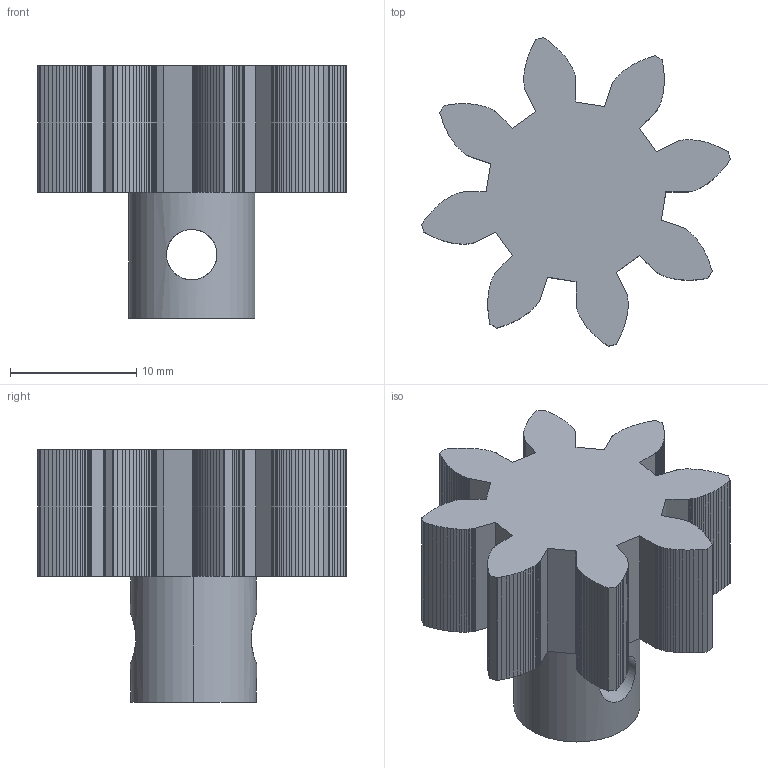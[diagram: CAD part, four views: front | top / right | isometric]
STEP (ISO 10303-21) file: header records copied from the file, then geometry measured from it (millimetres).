
FILE_DESCRIPTION(/* description */ (''),/* implementation_level */ '2;1');
FILE_NAME(/* name */ '3-small-cog-v3',/* time_stamp */ '2024-10-29T22:19:51+00:00',/* author */ (''),/* organization */ (''),/* preprocessor_version */ 'ST-DEVELOPER v16.5',/* originating_system */ 'Rhino 7.28',/* authorisation */ '');
FILE_SCHEMA (('CONFIG_CONTROL_DESIGN'));
Length unit declared in the file: centimetre
Products named in the file (1): Document
Bounding box: 24.47 x 24.47 x 19.99 mm (x, y, z)
Volume: 3485.3 mm3; surface area: 2411.9 mm2
Topology: 2 solids, 2 shells, 415 faces, 1236 edges, 824 vertices
Faces by surface type: plane 392, bspline 17, cylinder 6
Entity records: 12469 total; most frequent: CARTESIAN_POINT 4150, ORIENTED_EDGE 2472, EDGE_CURVE 1236, B_SPLINE_CURVE_WITH_KNOTS 1228, VERTEX_POINT 824, EDGE_LOOP 420, ADVANCED_FACE 415, FACE_OUTER_BOUND 415
